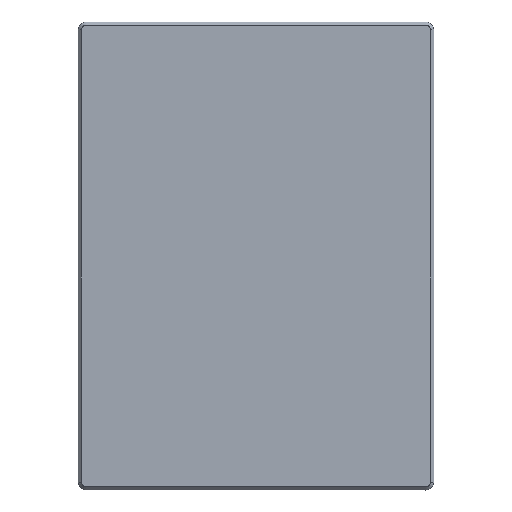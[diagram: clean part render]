
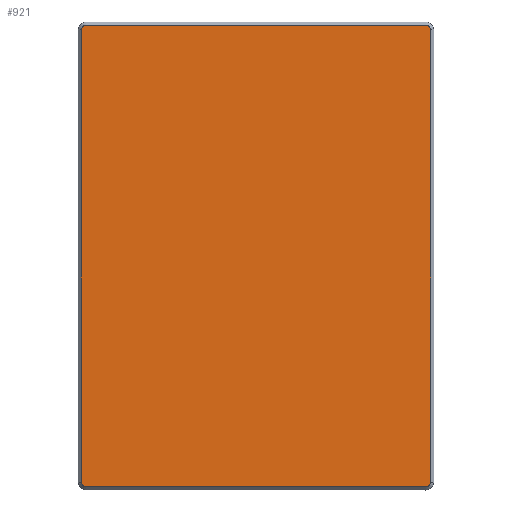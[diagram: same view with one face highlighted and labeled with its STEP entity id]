
A CAD part, top view. The second image highlights one B-rep face of the part: STEP entity #921.
In plain terms, the highlighted planar face has unit normal (0, 0, 1).
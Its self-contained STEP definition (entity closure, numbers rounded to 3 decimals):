
#1 = CARTESIAN_POINT ( 'NONE',  ( 0.157, -59.384, 276.037 ) ) ;
#20 = VECTOR ( 'NONE', #87, 1000. ) ;
#40 = DIRECTION ( 'NONE',  ( -1., 0., 0. ) ) ;
#51 = CARTESIAN_POINT ( 'NONE',  ( -44.902, 58.184, 276.037 ) ) ;
#63 = VECTOR ( 'NONE', #413, 1000. ) ;
#81 = VERTEX_POINT ( 'NONE', #299 ) ;
#87 = DIRECTION ( 'NONE',  ( 0., 1., 0. ) ) ;
#107 = AXIS2_PLACEMENT_3D ( 'NONE', #1070, #1274, #855 ) ;
#135 = DIRECTION ( 'NONE',  ( 0., 0., -1. ) ) ;
#138 = ORIENTED_EDGE ( 'NONE', *, *, #961, .F. ) ;
#171 = AXIS2_PLACEMENT_3D ( 'NONE', #990, #135, #40 ) ;
#180 = LINE ( 'NONE', #1031, #63 ) ;
#186 = EDGE_CURVE ( 'NONE', #665, #586, #188, .T. ) ;
#188 = LINE ( 'NONE', #454, #288 ) ;
#195 = CARTESIAN_POINT ( 'NONE',  ( 43.702, -58.184, 276.037 ) ) ;
#199 = AXIS2_PLACEMENT_3D ( 'NONE', #195, #633, #212 ) ;
#212 = DIRECTION ( 'NONE',  ( -1., 0., 0. ) ) ;
#288 = VECTOR ( 'NONE', #351, 1000. ) ;
#299 = CARTESIAN_POINT ( 'NONE',  ( 43.702, 59.384, 276.037 ) ) ;
#303 = ORIENTED_EDGE ( 'NONE', *, *, #1127, .F. ) ;
#309 = EDGE_CURVE ( 'NONE', #81, #665, #820, .T. ) ;
#351 = DIRECTION ( 'NONE',  ( 0., -1., 0. ) ) ;
#370 = VERTEX_POINT ( 'NONE', #1331 ) ;
#391 = CARTESIAN_POINT ( 'NONE',  ( 0.157, 1.887, 276.037 ) ) ;
#413 = DIRECTION ( 'NONE',  ( 1., 0., 0. ) ) ;
#420 = LINE ( 'NONE', #1, #885 ) ;
#454 = CARTESIAN_POINT ( 'NONE',  ( 44.902, 1.887, 276.037 ) ) ;
#467 = AXIS2_PLACEMENT_3D ( 'NONE', #729, #940, #1255 ) ;
#496 = EDGE_CURVE ( 'NONE', #881, #1212, #721, .T. ) ;
#515 = CARTESIAN_POINT ( 'NONE',  ( -44.902, 1.887, 276.037 ) ) ;
#531 = ORIENTED_EDGE ( 'NONE', *, *, #606, .F. ) ;
#550 = CARTESIAN_POINT ( 'NONE',  ( 44.902, 58.184, 276.037 ) ) ;
#586 = VERTEX_POINT ( 'NONE', #1044 ) ;
#595 = EDGE_CURVE ( 'NONE', #1251, #1005, #420, .T. ) ;
#606 = EDGE_CURVE ( 'NONE', #586, #1251, #948, .T. ) ;
#629 = DIRECTION ( 'NONE',  ( -1., 0., 0. ) ) ;
#633 = DIRECTION ( 'NONE',  ( 0., 0., -1. ) ) ;
#665 = VERTEX_POINT ( 'NONE', #550 ) ;
#709 = ORIENTED_EDGE ( 'NONE', *, *, #309, .F. ) ;
#710 = CARTESIAN_POINT ( 'NONE',  ( -44.902, -58.184, 276.037 ) ) ;
#721 = LINE ( 'NONE', #515, #20 ) ;
#728 = ORIENTED_EDGE ( 'NONE', *, *, #496, .F. ) ;
#729 = CARTESIAN_POINT ( 'NONE',  ( -43.702, 58.184, 276.037 ) ) ;
#735 = CARTESIAN_POINT ( 'NONE',  ( -43.702, -59.384, 276.037 ) ) ;
#811 = ORIENTED_EDGE ( 'NONE', *, *, #595, .F. ) ;
#818 = DIRECTION ( 'NONE',  ( -1., 0., 0. ) ) ;
#820 = CIRCLE ( 'NONE', #171, 1.2 ) ;
#855 = DIRECTION ( 'NONE',  ( -1., 0., 0. ) ) ;
#861 = EDGE_LOOP ( 'NONE', ( #728, #303, #811, #531, #901, #709, #138, #1136 ) ) ;
#881 = VERTEX_POINT ( 'NONE', #710 ) ;
#885 = VECTOR ( 'NONE', #629, 1000. ) ;
#901 = ORIENTED_EDGE ( 'NONE', *, *, #186, .F. ) ;
#908 = CARTESIAN_POINT ( 'NONE',  ( 43.702, -59.384, 276.037 ) ) ;
#921 = ADVANCED_FACE ( 'NONE', ( #1019 ), #1248, .F. ) ;
#940 = DIRECTION ( 'NONE',  ( 0., 0., -1. ) ) ;
#947 = CIRCLE ( 'NONE', #107, 1.2 ) ;
#948 = CIRCLE ( 'NONE', #199, 1.2 ) ;
#961 = EDGE_CURVE ( 'NONE', #370, #81, #180, .T. ) ;
#989 = EDGE_CURVE ( 'NONE', #1212, #370, #1055, .T. ) ;
#990 = CARTESIAN_POINT ( 'NONE',  ( 43.702, 58.184, 276.037 ) ) ;
#1005 = VERTEX_POINT ( 'NONE', #735 ) ;
#1019 = FACE_OUTER_BOUND ( 'NONE', #861, .T. ) ;
#1031 = CARTESIAN_POINT ( 'NONE',  ( 0.157, 59.384, 276.037 ) ) ;
#1044 = CARTESIAN_POINT ( 'NONE',  ( 44.902, -58.184, 276.037 ) ) ;
#1046 = DIRECTION ( 'NONE',  ( 0., 0., -1. ) ) ;
#1055 = CIRCLE ( 'NONE', #467, 1.2 ) ;
#1070 = CARTESIAN_POINT ( 'NONE',  ( -43.702, -58.184, 276.037 ) ) ;
#1127 = EDGE_CURVE ( 'NONE', #1005, #881, #947, .T. ) ;
#1136 = ORIENTED_EDGE ( 'NONE', *, *, #989, .F. ) ;
#1212 = VERTEX_POINT ( 'NONE', #51 ) ;
#1248 = PLANE ( 'NONE',  #1368 ) ;
#1251 = VERTEX_POINT ( 'NONE', #908 ) ;
#1255 = DIRECTION ( 'NONE',  ( -1., 0., 0. ) ) ;
#1274 = DIRECTION ( 'NONE',  ( 0., 0., -1. ) ) ;
#1331 = CARTESIAN_POINT ( 'NONE',  ( -43.702, 59.384, 276.037 ) ) ;
#1368 = AXIS2_PLACEMENT_3D ( 'NONE', #391, #1046, #818 ) ;
